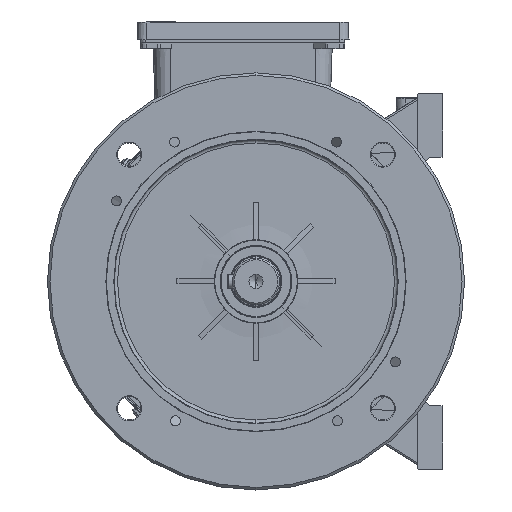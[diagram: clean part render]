
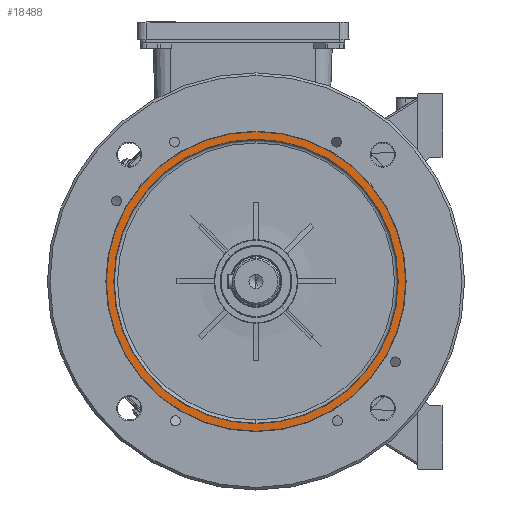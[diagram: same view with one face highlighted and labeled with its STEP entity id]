
A CAD part, left-side view. The second image highlights one B-rep face of the part: STEP entity #18488.
In plain terms, the highlighted face is planar.
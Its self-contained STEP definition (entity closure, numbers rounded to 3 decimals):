
#1086 = EDGE_LOOP ( 'NONE', ( #35022, #152877 ) ) ;
#4901 = EDGE_CURVE ( 'NONE', #23508, #16941, #54391, .T. ) ;
#6284 = CIRCLE ( 'NONE', #131324, 85.25 ) ;
#6721 = EDGE_LOOP ( 'NONE', ( #51762, #153390 ) ) ;
#10792 = AXIS2_PLACEMENT_3D ( 'NONE', #24510, #116650, #132252 ) ;
#12740 = AXIS2_PLACEMENT_3D ( 'NONE', #149660, #56639, #52631 ) ;
#16941 = VERTEX_POINT ( 'NONE', #82818 ) ;
#18488 = ADVANCED_FACE ( 'NONE', ( #75741, #22626 ), #155571, .T. ) ;
#22626 = FACE_OUTER_BOUND ( 'NONE', #6721, .T. ) ;
#23508 = VERTEX_POINT ( 'NONE', #33103 ) ;
#24510 = CARTESIAN_POINT ( 'NONE',  ( 8., 0., 0. ) ) ;
#33103 = CARTESIAN_POINT ( 'NONE',  ( 8., 0., 85.25 ) ) ;
#35022 = ORIENTED_EDGE ( 'NONE', *, *, #51615, .T. ) ;
#49541 = DIRECTION ( 'NONE',  ( 0., 0., -1. ) ) ;
#51615 = EDGE_CURVE ( 'NONE', #16941, #23508, #6284, .T. ) ;
#51762 = ORIENTED_EDGE ( 'NONE', *, *, #129243, .T. ) ;
#52631 = DIRECTION ( 'NONE',  ( 0., 0., -1. ) ) ;
#54391 = CIRCLE ( 'NONE', #12740, 85.25 ) ;
#56639 = DIRECTION ( 'NONE',  ( -1., 0., 0. ) ) ;
#59582 = DIRECTION ( 'NONE',  ( 0., 0., -1. ) ) ;
#66241 = CIRCLE ( 'NONE', #10792, 89.75 ) ;
#68053 = VERTEX_POINT ( 'NONE', #68340 ) ;
#68340 = CARTESIAN_POINT ( 'NONE',  ( 8., 0., -89.75 ) ) ;
#68934 = DIRECTION ( 'NONE',  ( 1., 0., 0. ) ) ;
#72172 = AXIS2_PLACEMENT_3D ( 'NONE', #130416, #167755, #49541 ) ;
#75741 = FACE_BOUND ( 'NONE', #1086, .T. ) ;
#79494 = DIRECTION ( 'NONE',  ( 0., 0., -1. ) ) ;
#82818 = CARTESIAN_POINT ( 'NONE',  ( 8., 0., -85.25 ) ) ;
#84869 = CARTESIAN_POINT ( 'NONE',  ( 8., 0., 0. ) ) ;
#88317 = DIRECTION ( 'NONE',  ( -1., 0., 0. ) ) ;
#99169 = CARTESIAN_POINT ( 'NONE',  ( 8., 0., 89.75 ) ) ;
#108066 = CARTESIAN_POINT ( 'NONE',  ( 8., 0., 0. ) ) ;
#116650 = DIRECTION ( 'NONE',  ( 1., 0., 0. ) ) ;
#129243 = EDGE_CURVE ( 'NONE', #157354, #68053, #66241, .T. ) ;
#130416 = CARTESIAN_POINT ( 'NONE',  ( 8., 90., 0. ) ) ;
#131324 = AXIS2_PLACEMENT_3D ( 'NONE', #84869, #88317, #59582 ) ;
#132252 = DIRECTION ( 'NONE',  ( 0., 0., -1. ) ) ;
#132715 = CIRCLE ( 'NONE', #165932, 89.75 ) ;
#147146 = EDGE_CURVE ( 'NONE', #68053, #157354, #132715, .T. ) ;
#149660 = CARTESIAN_POINT ( 'NONE',  ( 8., 0., 0. ) ) ;
#152877 = ORIENTED_EDGE ( 'NONE', *, *, #4901, .T. ) ;
#153390 = ORIENTED_EDGE ( 'NONE', *, *, #147146, .T. ) ;
#155571 = PLANE ( 'NONE',  #72172 ) ;
#157354 = VERTEX_POINT ( 'NONE', #99169 ) ;
#165932 = AXIS2_PLACEMENT_3D ( 'NONE', #108066, #68934, #79494 ) ;
#167755 = DIRECTION ( 'NONE',  ( 1., 0., 0. ) ) ;
